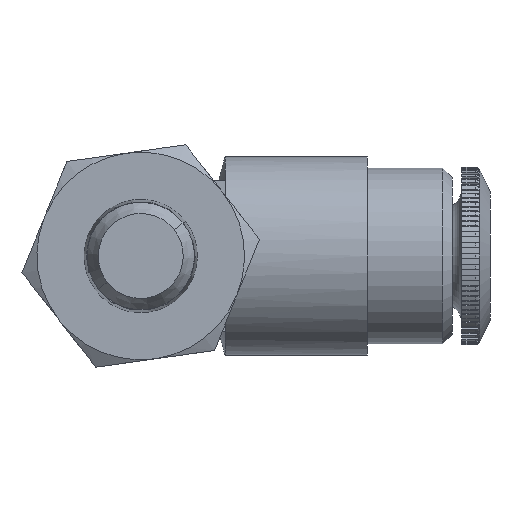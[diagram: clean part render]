
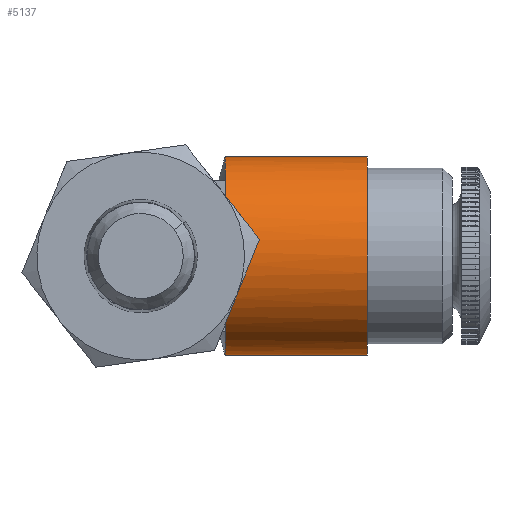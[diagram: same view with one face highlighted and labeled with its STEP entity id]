
A CAD part, front view. The second image highlights one B-rep face of the part: STEP entity #5137.
In plain terms, the highlighted cylindrical face has radius 5.25 mm (diameter 10.5 mm), a partial arc.
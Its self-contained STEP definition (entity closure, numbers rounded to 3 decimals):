
#363 = AXIS2_PLACEMENT_3D ( 'NONE', #7015, #7016, #7014 ) ;
#972 = CIRCLE ( 'NONE', #7787, 5.25 ) ;
#975 = CIRCLE ( 'NONE', #7788, 5.25 ) ;
#978 = CIRCLE ( 'NONE', #7789, 5.25 ) ;
#980 = CIRCLE ( 'NONE', #7790, 5.25 ) ;
#991 = LINE ( 'NONE', #5917, #998 ) ;
#998 = VECTOR ( 'NONE', #5921, 1000. ) ;
#2055 = ORIENTED_EDGE ( 'NONE', *, *, #6728, .F. ) ;
#2056 = ORIENTED_EDGE ( 'NONE', *, *, #4588, .T. ) ;
#2057 = ORIENTED_EDGE ( 'NONE', *, *, #4601, .T. ) ;
#2058 = ORIENTED_EDGE ( 'NONE', *, *, #4587, .F. ) ;
#2059 = ORIENTED_EDGE ( 'NONE', *, *, #4586, .F. ) ;
#2060 = ORIENTED_EDGE ( 'NONE', *, *, #6743, .T. ) ;
#2061 = ORIENTED_EDGE ( 'NONE', *, *, #4583, .F. ) ;
#2062 = ORIENTED_EDGE ( 'NONE', *, *, #6635, .F. ) ;
#2503 = AXIS2_PLACEMENT_3D ( 'NONE', #3539, #3540, #3541 ) ;
#3539 = CARTESIAN_POINT ( 'NONE',  ( 4.469, 18., 0. ) ) ;
#3540 = DIRECTION ( 'NONE',  ( -1., 0., 0. ) ) ;
#3541 = DIRECTION ( 'NONE',  ( 0., 0., 1. ) ) ;
#3780 = CARTESIAN_POINT ( 'NONE',  ( 0., 18., -5.25 ) ) ;
#3781 = DIRECTION ( 'NONE',  ( -1., 0., 0. ) ) ;
#3830 = CARTESIAN_POINT ( 'NONE',  ( 5.539, 12.461, 1.02 ) ) ;
#3831 = CARTESIAN_POINT ( 'NONE',  ( 4.469, 13.531, 2.755 ) ) ;
#3836 = CARTESIAN_POINT ( 'NONE',  ( 5.539, 12.461, -1.02 ) ) ;
#3837 = CARTESIAN_POINT ( 'NONE',  ( 4.469, 13.531, -2.755 ) ) ;
#4037 =( BOUNDED_CURVE ( )  B_SPLINE_CURVE ( 3, ( #3831, #3830, #3836, #3837 ),
 .UNSPECIFIED., .F., .F. ) 
 B_SPLINE_CURVE_WITH_KNOTS ( ( 4, 4 ),
 ( 5.731, 6.836 ),
 .UNSPECIFIED. ) 
 CURVE ( )  GEOMETRIC_REPRESENTATION_ITEM ( )  RATIONAL_B_SPLINE_CURVE ( ( 1., 0.901, 0.901, 1. ) ) 
 REPRESENTATION_ITEM ( '' )  );
#4465 = EDGE_LOOP ( 'NONE', ( #2055, #2056, #2057, #2058, #2059, #2060, #2061, #2062 ) ) ;
#4583 = EDGE_CURVE ( 'NONE', #5312, #5328, #972, .T. ) ;
#4586 = EDGE_CURVE ( 'NONE', #5327, #5326, #975, .T. ) ;
#4587 = EDGE_CURVE ( 'NONE', #5326, #5309, #978, .T. ) ;
#4588 = EDGE_CURVE ( 'NONE', #5319, #5315, #980, .T. ) ;
#4601 = EDGE_CURVE ( 'NONE', #5315, #5309, #991, .T. ) ;
#5137 = ADVANCED_FACE ( 'NONE', ( #8380 ), #8474, .T. ) ;
#5309 = VERTEX_POINT ( 'NONE', #7382 ) ;
#5310 = VERTEX_POINT ( 'NONE', #7383 ) ;
#5312 = VERTEX_POINT ( 'NONE', #7385 ) ;
#5315 = VERTEX_POINT ( 'NONE', #7388 ) ;
#5319 = VERTEX_POINT ( 'NONE', #7392 ) ;
#5326 = VERTEX_POINT ( 'NONE', #7399 ) ;
#5327 = VERTEX_POINT ( 'NONE', #7400 ) ;
#5328 = VERTEX_POINT ( 'NONE', #7401 ) ;
#5872 = CARTESIAN_POINT ( 'NONE',  ( 4.469, 18., 0. ) ) ;
#5873 = DIRECTION ( 'NONE',  ( -1., 0., 0. ) ) ;
#5874 = DIRECTION ( 'NONE',  ( 0., 0., 1. ) ) ;
#5877 = CARTESIAN_POINT ( 'NONE',  ( 4.469, 18., 0. ) ) ;
#5878 = DIRECTION ( 'NONE',  ( -1., 0., 0. ) ) ;
#5879 = DIRECTION ( 'NONE',  ( 0., 0., 1. ) ) ;
#5880 = CARTESIAN_POINT ( 'NONE',  ( 4.469, 18., 0. ) ) ;
#5881 = DIRECTION ( 'NONE',  ( -1., 0., 0. ) ) ;
#5882 = DIRECTION ( 'NONE',  ( 0., 0., 1. ) ) ;
#5883 = CARTESIAN_POINT ( 'NONE',  ( 12., 18., 0. ) ) ;
#5884 = DIRECTION ( 'NONE',  ( -1., 0., 0. ) ) ;
#5885 = DIRECTION ( 'NONE',  ( 0., 0., -1. ) ) ;
#5917 = CARTESIAN_POINT ( 'NONE',  ( 0., 18., 5.25 ) ) ;
#5921 = DIRECTION ( 'NONE',  ( -1., 0., 0. ) ) ;
#6635 = EDGE_CURVE ( 'NONE', #5310, #5312, #8607, .T. ) ;
#6728 = EDGE_CURVE ( 'NONE', #5319, #5310, #8658, .T. ) ;
#6743 = EDGE_CURVE ( 'NONE', #5327, #5328, #4037, .T. ) ;
#7014 = DIRECTION ( 'NONE',  ( 0., 0., 1. ) ) ;
#7015 = CARTESIAN_POINT ( 'NONE',  ( 0., 18., 0. ) ) ;
#7016 = DIRECTION ( 'NONE',  ( -1., 0., 0. ) ) ;
#7382 = CARTESIAN_POINT ( 'NONE',  ( 4.469, 18., 5.25 ) ) ;
#7383 = CARTESIAN_POINT ( 'NONE',  ( 4.469, 18., -5.25 ) ) ;
#7385 = CARTESIAN_POINT ( 'NONE',  ( 4.469, 14.6, -4. ) ) ;
#7388 = CARTESIAN_POINT ( 'NONE',  ( 12., 18., 5.25 ) ) ;
#7392 = CARTESIAN_POINT ( 'NONE',  ( 12., 18., -5.25 ) ) ;
#7399 = CARTESIAN_POINT ( 'NONE',  ( 4.469, 14.6, 4. ) ) ;
#7400 = CARTESIAN_POINT ( 'NONE',  ( 4.469, 13.531, 2.755 ) ) ;
#7401 = CARTESIAN_POINT ( 'NONE',  ( 4.469, 13.531, -2.755 ) ) ;
#7787 = AXIS2_PLACEMENT_3D ( 'NONE', #5872, #5873, #5874 ) ;
#7788 = AXIS2_PLACEMENT_3D ( 'NONE', #5877, #5878, #5879 ) ;
#7789 = AXIS2_PLACEMENT_3D ( 'NONE', #5880, #5881, #5882 ) ;
#7790 = AXIS2_PLACEMENT_3D ( 'NONE', #5883, #5884, #5885 ) ;
#8380 = FACE_OUTER_BOUND ( 'NONE', #4465, .T. ) ;
#8474 = CYLINDRICAL_SURFACE ( 'NONE', #363, 5.25 ) ;
#8607 = CIRCLE ( 'NONE', #2503, 5.25 ) ;
#8658 = LINE ( 'NONE', #3780, #8659 ) ;
#8659 = VECTOR ( 'NONE', #3781, 1000. ) ;
